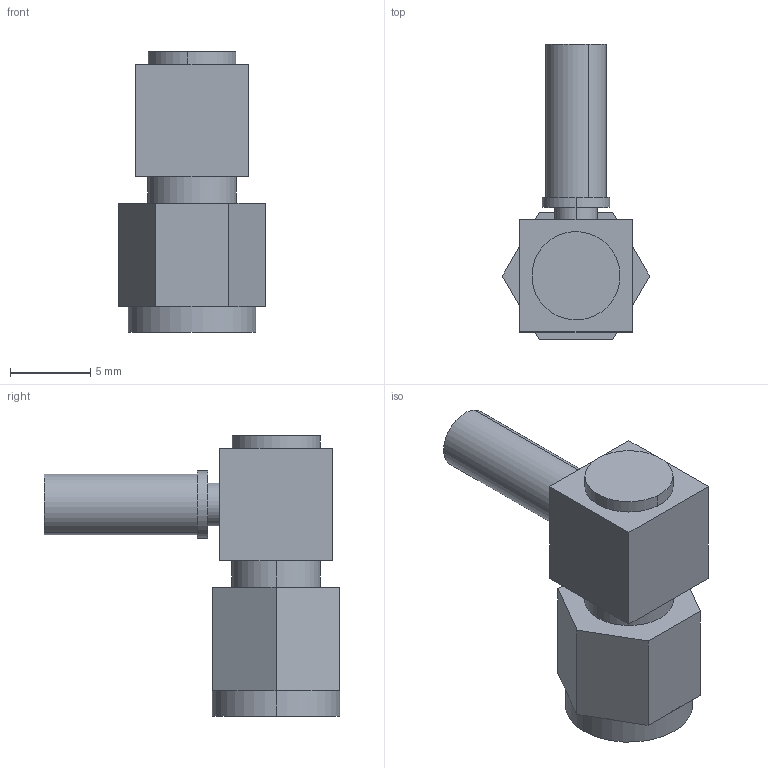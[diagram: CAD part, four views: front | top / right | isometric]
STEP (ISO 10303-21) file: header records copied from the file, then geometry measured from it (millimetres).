
FILE_DESCRIPTION (( 'STEP AP214' ), '1' );
FILE_NAME ('BAC02A.STEP', '2006-08-25T19:41:20', ( 'L-COM' ), ( 'L-COM' ), 'SwSTEP 2.0', 'SolidWorks 2006052', '' );
FILE_SCHEMA (( 'AUTOMOTIVE_DESIGN' ));
Length unit declared in the file: inch
Products named in the file (4): BAC02A-MA1; BAC02A-MA3; BAC02A
Assembly tree (3 placements, depth 2):
  BAC02A
    BAC02A-MA3
    BAC02A-MA1
    BAC02A
Bounding box: 9.15 x 18.38 x 17.45 mm (x, y, z)
Volume: 567 mm3; surface area: 1247.3 mm2
Topology: 3 solids, 4 shells, 67 faces, 136 edges, 88 vertices
Faces by surface type: plane 35, cylinder 30, torus 2
Entity records: 1991 total; most frequent: DIRECTION 352, CARTESIAN_POINT 297, ORIENTED_EDGE 272, AXIS2_PLACEMENT_3D 143, EDGE_CURVE 136, VERTEX_POINT 88, EDGE_LOOP 80, CIRCLE 70
